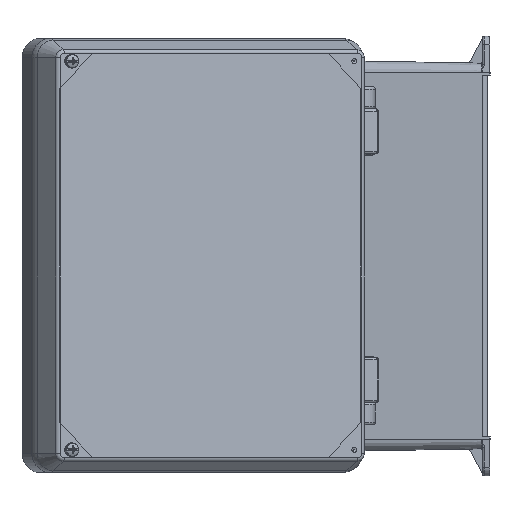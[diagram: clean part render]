
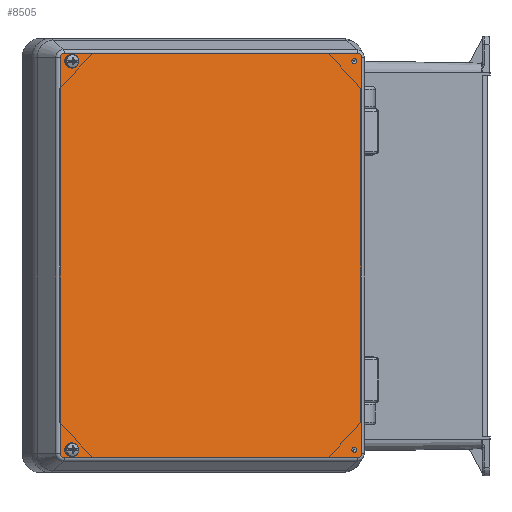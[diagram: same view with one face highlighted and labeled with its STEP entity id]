
A CAD part, left-side view. The second image highlights one B-rep face of the part: STEP entity #8505.
In plain terms, the highlighted face is planar.
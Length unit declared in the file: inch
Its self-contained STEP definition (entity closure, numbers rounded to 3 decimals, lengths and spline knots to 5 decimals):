
#2 = EDGE_CURVE ( 'NONE', #23518, #23518, #2595, .T. ) ;
#31 = DIRECTION ( 'NONE',  ( 0., 0., -1. ) ) ;
#334 = CARTESIAN_POINT ( 'NONE',  ( 4.27878, -1.64, 5.16 ) ) ;
#595 = AXIS2_PLACEMENT_3D ( 'NONE', #18517, #25680, #7232 ) ;
#1204 = VERTEX_POINT ( 'NONE', #14210 ) ;
#1522 = FACE_BOUND ( 'NONE', #10930, .T. ) ;
#2595 = CIRCLE ( 'NONE', #595, 0.094 ) ;
#2924 = FACE_BOUND ( 'NONE', #7143, .T. ) ;
#3185 = CIRCLE ( 'NONE', #7811, 0.11878 ) ;
#3428 = ORIENTED_EDGE ( 'NONE', *, *, #20884, .T. ) ;
#4384 = EDGE_CURVE ( 'NONE', #17488, #14309, #17967, .T. ) ;
#4510 = DIRECTION ( 'NONE',  ( 0., -1., 0. ) ) ;
#4631 = CIRCLE ( 'NONE', #20107, 0.066 ) ;
#5240 = EDGE_CURVE ( 'NONE', #14309, #26020, #14864, .T. ) ;
#5618 = EDGE_CURVE ( 'NONE', #28609, #28609, #18814, .T. ) ;
#5857 = CARTESIAN_POINT ( 'NONE',  ( 4.16, -1.64, -5.27878 ) ) ;
#6055 = CARTESIAN_POINT ( 'NONE',  ( -4.16, -1.64, 5.27878 ) ) ;
#6243 = DIRECTION ( 'NONE',  ( 0., -1., 0. ) ) ;
#7059 = CIRCLE ( 'NONE', #13520, 0.11878 ) ;
#7143 = EDGE_LOOP ( 'NONE', ( #19192 ) ) ;
#7199 = DIRECTION ( 'NONE',  ( 0., -1., 0. ) ) ;
#7232 = DIRECTION ( 'NONE',  ( 0., 0., -1. ) ) ;
#7614 = VERTEX_POINT ( 'NONE', #12986 ) ;
#7787 = AXIS2_PLACEMENT_3D ( 'NONE', #12980, #29130, #15284 ) ;
#7811 = AXIS2_PLACEMENT_3D ( 'NONE', #27588, #13733, #31 ) ;
#8505 = ADVANCED_FACE ( 'NONE', ( #1522, #2924, #25258, #19091, #13699 ), #12223, .T. ) ;
#8658 = CARTESIAN_POINT ( 'NONE',  ( -4.0625, -1.64, 5.07 ) ) ;
#9923 = CARTESIAN_POINT ( 'NONE',  ( 4.16, -1.64, 5.16 ) ) ;
#10281 = EDGE_LOOP ( 'NONE', ( #21385, #24562, #29670, #3428, #17603, #13569, #27857, #23952 ) ) ;
#10409 = EDGE_CURVE ( 'NONE', #22780, #22780, #28084, .T. ) ;
#10411 = VERTEX_POINT ( 'NONE', #24471 ) ;
#10930 = EDGE_LOOP ( 'NONE', ( #27793 ) ) ;
#10983 = DIRECTION ( 'NONE',  ( 0., 0., -1. ) ) ;
#11136 = CARTESIAN_POINT ( 'NONE',  ( 4.16, -1.64, -5.27878 ) ) ;
#11439 = CARTESIAN_POINT ( 'NONE',  ( 4.0625, -1.64, 5.004 ) ) ;
#11908 = VERTEX_POINT ( 'NONE', #19929 ) ;
#12223 = PLANE ( 'NONE',  #21785 ) ;
#12246 = DIRECTION ( 'NONE',  ( 0., 0., -1. ) ) ;
#12482 = EDGE_CURVE ( 'NONE', #11908, #17488, #18988, .T. ) ;
#12855 = EDGE_CURVE ( 'NONE', #20026, #11908, #29497, .T. ) ;
#12980 = CARTESIAN_POINT ( 'NONE',  ( 4.0625, -1.64, 5.07 ) ) ;
#12986 = CARTESIAN_POINT ( 'NONE',  ( 4.16, -1.64, 5.27878 ) ) ;
#13520 = AXIS2_PLACEMENT_3D ( 'NONE', #9923, #26059, #12246 ) ;
#13569 = ORIENTED_EDGE ( 'NONE', *, *, #13705, .T. ) ;
#13598 = VECTOR ( 'NONE', #18712, 39.37008 ) ;
#13699 = FACE_OUTER_BOUND ( 'NONE', #10281, .T. ) ;
#13705 = EDGE_CURVE ( 'NONE', #22137, #7614, #7059, .T. ) ;
#13733 = DIRECTION ( 'NONE',  ( 0., -1., 0. ) ) ;
#14210 = CARTESIAN_POINT ( 'NONE',  ( 4.0625, -1.64, -5.136 ) ) ;
#14309 = VERTEX_POINT ( 'NONE', #17022 ) ;
#14510 = DIRECTION ( 'NONE',  ( 0., 0., -1. ) ) ;
#14663 = CARTESIAN_POINT ( 'NONE',  ( -4.27878, -1.64, -5.16 ) ) ;
#14811 = LINE ( 'NONE', #15052, #26402 ) ;
#14864 = LINE ( 'NONE', #5857, #27196 ) ;
#15052 = CARTESIAN_POINT ( 'NONE',  ( 4.27878, -1.64, 5.16 ) ) ;
#15284 = DIRECTION ( 'NONE',  ( 0., 0., -1. ) ) ;
#16855 = ORIENTED_EDGE ( 'NONE', *, *, #2, .T. ) ;
#17022 = CARTESIAN_POINT ( 'NONE',  ( -4.16, -1.64, -5.27878 ) ) ;
#17488 = VERTEX_POINT ( 'NONE', #14663 ) ;
#17603 = ORIENTED_EDGE ( 'NONE', *, *, #24480, .T. ) ;
#17967 = CIRCLE ( 'NONE', #27326, 0.11878 ) ;
#18281 = CARTESIAN_POINT ( 'NONE',  ( 4.0625, -1.64, -5.07 ) ) ;
#18517 = CARTESIAN_POINT ( 'NONE',  ( -4.0625, -1.64, -5.07 ) ) ;
#18712 = DIRECTION ( 'NONE',  ( 0., 0., -1. ) ) ;
#18814 = CIRCLE ( 'NONE', #22270, 0.094 ) ;
#18988 = LINE ( 'NONE', #25393, #13598 ) ;
#19056 = CARTESIAN_POINT ( 'NONE',  ( 4.16, -1.64, -5.16 ) ) ;
#19091 = FACE_BOUND ( 'NONE', #23454, .T. ) ;
#19192 = ORIENTED_EDGE ( 'NONE', *, *, #19433, .F. ) ;
#19433 = EDGE_CURVE ( 'NONE', #1204, #1204, #4631, .T. ) ;
#19606 = DIRECTION ( 'NONE',  ( 1., 0., 0. ) ) ;
#19817 = DIRECTION ( 'NONE',  ( -1., 0., 0. ) ) ;
#19929 = CARTESIAN_POINT ( 'NONE',  ( -4.27878, -1.64, 5.16 ) ) ;
#19999 = CARTESIAN_POINT ( 'NONE',  ( -4.16, -1.64, 5.16 ) ) ;
#20026 = VERTEX_POINT ( 'NONE', #25313 ) ;
#20107 = AXIS2_PLACEMENT_3D ( 'NONE', #18281, #4510, #20583 ) ;
#20583 = DIRECTION ( 'NONE',  ( 0., 0., -1. ) ) ;
#20884 = EDGE_CURVE ( 'NONE', #26020, #10411, #3185, .T. ) ;
#20972 = CARTESIAN_POINT ( 'NONE',  ( -4.16, -1.64, -5.16 ) ) ;
#21353 = ORIENTED_EDGE ( 'NONE', *, *, #5618, .T. ) ;
#21385 = ORIENTED_EDGE ( 'NONE', *, *, #12482, .T. ) ;
#21785 = AXIS2_PLACEMENT_3D ( 'NONE', #19056, #28361, #14510 ) ;
#22106 = LINE ( 'NONE', #6055, #28287 ) ;
#22137 = VERTEX_POINT ( 'NONE', #334 ) ;
#22270 = AXIS2_PLACEMENT_3D ( 'NONE', #8658, #24788, #10983 ) ;
#22309 = DIRECTION ( 'NONE',  ( 0., 0., -1. ) ) ;
#22555 = AXIS2_PLACEMENT_3D ( 'NONE', #19999, #6243, #22309 ) ;
#22780 = VERTEX_POINT ( 'NONE', #11439 ) ;
#23276 = DIRECTION ( 'NONE',  ( 0., 0., -1. ) ) ;
#23454 = EDGE_LOOP ( 'NONE', ( #16855 ) ) ;
#23518 = VERTEX_POINT ( 'NONE', #24660 ) ;
#23952 = ORIENTED_EDGE ( 'NONE', *, *, #12855, .T. ) ;
#24256 = DIRECTION ( 'NONE',  ( 0., 0., 1. ) ) ;
#24471 = CARTESIAN_POINT ( 'NONE',  ( 4.27878, -1.64, -5.16 ) ) ;
#24480 = EDGE_CURVE ( 'NONE', #10411, #22137, #14811, .T. ) ;
#24562 = ORIENTED_EDGE ( 'NONE', *, *, #4384, .T. ) ;
#24660 = CARTESIAN_POINT ( 'NONE',  ( -4.0625, -1.64, -5.164 ) ) ;
#24788 = DIRECTION ( 'NONE',  ( 0., 1., 0. ) ) ;
#24956 = CARTESIAN_POINT ( 'NONE',  ( -4.0625, -1.64, 4.976 ) ) ;
#25258 = FACE_BOUND ( 'NONE', #25627, .T. ) ;
#25313 = CARTESIAN_POINT ( 'NONE',  ( -4.16, -1.64, 5.27878 ) ) ;
#25393 = CARTESIAN_POINT ( 'NONE',  ( -4.27878, -1.64, -5.16 ) ) ;
#25627 = EDGE_LOOP ( 'NONE', ( #21353 ) ) ;
#25680 = DIRECTION ( 'NONE',  ( 0., 1., 0. ) ) ;
#26020 = VERTEX_POINT ( 'NONE', #11136 ) ;
#26059 = DIRECTION ( 'NONE',  ( 0., -1., 0. ) ) ;
#26402 = VECTOR ( 'NONE', #24256, 39.37008 ) ;
#27196 = VECTOR ( 'NONE', #19606, 39.37008 ) ;
#27326 = AXIS2_PLACEMENT_3D ( 'NONE', #20972, #7199, #23276 ) ;
#27588 = CARTESIAN_POINT ( 'NONE',  ( 4.16, -1.64, -5.16 ) ) ;
#27793 = ORIENTED_EDGE ( 'NONE', *, *, #10409, .F. ) ;
#27857 = ORIENTED_EDGE ( 'NONE', *, *, #29419, .T. ) ;
#28084 = CIRCLE ( 'NONE', #7787, 0.066 ) ;
#28287 = VECTOR ( 'NONE', #19817, 39.37008 ) ;
#28361 = DIRECTION ( 'NONE',  ( 0., -1., 0. ) ) ;
#28609 = VERTEX_POINT ( 'NONE', #24956 ) ;
#29130 = DIRECTION ( 'NONE',  ( 0., -1., 0. ) ) ;
#29419 = EDGE_CURVE ( 'NONE', #7614, #20026, #22106, .T. ) ;
#29497 = CIRCLE ( 'NONE', #22555, 0.11878 ) ;
#29670 = ORIENTED_EDGE ( 'NONE', *, *, #5240, .T. ) ;
